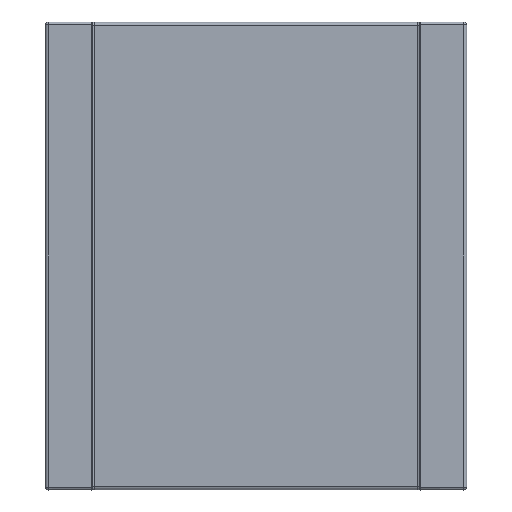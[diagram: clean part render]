
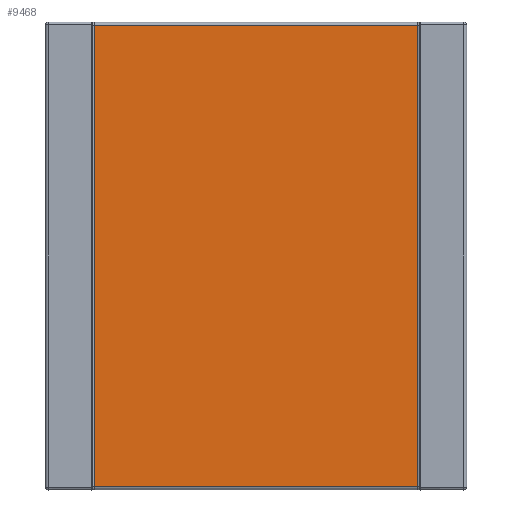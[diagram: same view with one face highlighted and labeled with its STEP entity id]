
A CAD part, front view. The second image highlights one B-rep face of the part: STEP entity #9468.
In plain terms, the highlighted planar face has unit normal (0, -1, 0).
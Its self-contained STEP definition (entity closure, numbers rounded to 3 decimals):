
#1262=CARTESIAN_POINT('',(2.194,0.01,3.13));
#1272=CARTESIAN_POINT('',(-2.194,0.01,
3.13));
#1317=DIRECTION('',(0.,0.,-1.));
#1318=VECTOR('',#1317,6.26);
#1319=CARTESIAN_POINT('',(2.194,0.01,3.13));
#1320=LINE('',#1319,#1318);
#1324=DIRECTION('',(1.,0.,0.));
#1325=VECTOR('',#1324,4.387);
#1326=CARTESIAN_POINT('',(-2.194,0.01,
-3.13));
#1327=LINE('',#1326,#1325);
#1331=DIRECTION('',(0.,0.,-1.));
#1332=VECTOR('',#1331,6.26);
#1333=CARTESIAN_POINT('',(-2.194,0.01,
3.13));
#1334=LINE('',#1333,#1332);
#1338=DIRECTION('',(-1.,0.,0.));
#1339=VECTOR('',#1338,4.387);
#1340=CARTESIAN_POINT('',(2.194,0.01,3.13));
#1341=LINE('',#1340,#1339);
#6309=VERTEX_POINT('',#1262);
#6310=CARTESIAN_POINT('',(2.194,0.01,
-3.13));
#6311=VERTEX_POINT('',#6310);
#6328=VERTEX_POINT('',#1272);
#6329=CARTESIAN_POINT('',(-2.194,0.01,
-3.13));
#6330=VERTEX_POINT('',#6329);
#9455=CARTESIAN_POINT('',(2.22,0.01,3.175));
#9456=DIRECTION('',(0.,1.,0.));
#9457=DIRECTION('',(-1.,0.,0.));
#9458=AXIS2_PLACEMENT_3D('',#9455,#9456,#9457);
#9459=PLANE('',#9458);
#9460=ORIENTED_EDGE('',*,*,#8375,.T.);
#9462=ORIENTED_EDGE('',*,*,#9461,.F.);
#9464=ORIENTED_EDGE('',*,*,#9463,.F.);
#9465=ORIENTED_EDGE('',*,*,#9442,.F.);
#9466=EDGE_LOOP('',(#9460,#9462,#9464,#9465));
#9467=FACE_OUTER_BOUND('',#9466,.F.);
#9468=ADVANCED_FACE('',(#9467),#9459,.F.);
#8375=EDGE_CURVE('',#6309,#6311,#1320,.T.);
#9442=EDGE_CURVE('',#6309,#6328,#1341,.T.);
#9461=EDGE_CURVE('',#6330,#6311,#1327,.T.);
#9463=EDGE_CURVE('',#6328,#6330,#1334,.T.);
